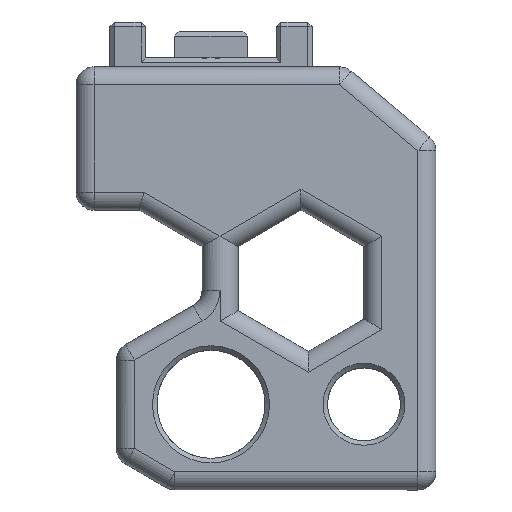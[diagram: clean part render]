
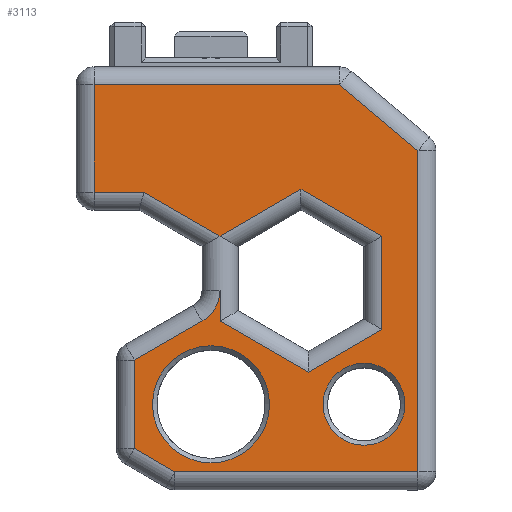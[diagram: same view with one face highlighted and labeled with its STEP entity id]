
A CAD part, top view. The second image highlights one B-rep face of the part: STEP entity #3113.
In plain terms, the highlighted planar face has unit normal (0, 0, 1).
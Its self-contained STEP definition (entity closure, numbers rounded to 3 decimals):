
#97=FACE_BOUND('',#519,.T.);
#98=FACE_BOUND('',#520,.T.);
#175=CIRCLE('',#3339,6.5);
#178=CIRCLE('',#3344,4.);
#179=CIRCLE('',#3345,4.55);
#311=FACE_OUTER_BOUND('',#518,.T.);
#518=EDGE_LOOP('',(#2120,#2121,#2122,#2123,#2124,#2125,#2126,#2127,#2128,
#2129,#2130,#2131,#2132,#2133,#2134,#2135,#2136));
#519=EDGE_LOOP('',(#2137));
#520=EDGE_LOOP('',(#2138));
#759=LINE('',#4782,#1056);
#760=LINE('',#4784,#1057);
#761=LINE('',#4786,#1058);
#762=LINE('',#4788,#1059);
#763=LINE('',#4790,#1060);
#764=LINE('',#4792,#1061);
#765=LINE('',#4794,#1062);
#766=LINE('',#4796,#1063);
#767=LINE('',#4798,#1064);
#768=LINE('',#4800,#1065);
#769=LINE('',#4802,#1066);
#770=LINE('',#4804,#1067);
#771=LINE('',#4806,#1068);
#772=LINE('',#4810,#1069);
#773=LINE('',#4812,#1070);
#774=LINE('',#4813,#1071);
#1056=VECTOR('',#3755,10.);
#1057=VECTOR('',#3756,10.);
#1058=VECTOR('',#3757,10.);
#1059=VECTOR('',#3758,10.);
#1060=VECTOR('',#3759,10.);
#1061=VECTOR('',#3760,10.);
#1062=VECTOR('',#3761,10.);
#1063=VECTOR('',#3762,10.);
#1064=VECTOR('',#3763,10.);
#1065=VECTOR('',#3764,10.);
#1066=VECTOR('',#3765,10.);
#1067=VECTOR('',#3766,10.);
#1068=VECTOR('',#3767,10.);
#1069=VECTOR('',#3770,10.);
#1070=VECTOR('',#3771,10.);
#1071=VECTOR('',#3772,10.);
#1351=VERTEX_POINT('',#4771);
#1353=VERTEX_POINT('',#4780);
#1354=VERTEX_POINT('',#4781);
#1355=VERTEX_POINT('',#4783);
#1356=VERTEX_POINT('',#4785);
#1357=VERTEX_POINT('',#4787);
#1358=VERTEX_POINT('',#4789);
#1359=VERTEX_POINT('',#4791);
#1360=VERTEX_POINT('',#4793);
#1361=VERTEX_POINT('',#4795);
#1362=VERTEX_POINT('',#4797);
#1363=VERTEX_POINT('',#4799);
#1364=VERTEX_POINT('',#4801);
#1365=VERTEX_POINT('',#4803);
#1366=VERTEX_POINT('',#4805);
#1367=VERTEX_POINT('',#4807);
#1368=VERTEX_POINT('',#4809);
#1369=VERTEX_POINT('',#4811);
#1370=VERTEX_POINT('',#4814);
#1625=EDGE_CURVE('',#1351,#1351,#175,.T.);
#1629=EDGE_CURVE('',#1353,#1354,#759,.T.);
#1630=EDGE_CURVE('',#1355,#1354,#760,.T.);
#1631=EDGE_CURVE('',#1356,#1355,#761,.T.);
#1632=EDGE_CURVE('',#1357,#1356,#762,.T.);
#1633=EDGE_CURVE('',#1358,#1357,#763,.T.);
#1634=EDGE_CURVE('',#1359,#1358,#764,.T.);
#1635=EDGE_CURVE('',#1359,#1360,#765,.T.);
#1636=EDGE_CURVE('',#1360,#1361,#766,.T.);
#1637=EDGE_CURVE('',#1362,#1361,#767,.T.);
#1638=EDGE_CURVE('',#1363,#1362,#768,.T.);
#1639=EDGE_CURVE('',#1364,#1363,#769,.T.);
#1640=EDGE_CURVE('',#1364,#1365,#770,.T.);
#1641=EDGE_CURVE('',#1365,#1366,#771,.T.);
#1642=EDGE_CURVE('',#1366,#1367,#178,.T.);
#1643=EDGE_CURVE('',#1367,#1368,#772,.T.);
#1644=EDGE_CURVE('',#1368,#1369,#773,.T.);
#1645=EDGE_CURVE('',#1369,#1353,#774,.T.);
#1646=EDGE_CURVE('',#1370,#1370,#179,.T.);
#2120=ORIENTED_EDGE('',*,*,#1629,.T.);
#2121=ORIENTED_EDGE('',*,*,#1630,.F.);
#2122=ORIENTED_EDGE('',*,*,#1631,.F.);
#2123=ORIENTED_EDGE('',*,*,#1632,.F.);
#2124=ORIENTED_EDGE('',*,*,#1633,.F.);
#2125=ORIENTED_EDGE('',*,*,#1634,.F.);
#2126=ORIENTED_EDGE('',*,*,#1635,.T.);
#2127=ORIENTED_EDGE('',*,*,#1636,.T.);
#2128=ORIENTED_EDGE('',*,*,#1637,.F.);
#2129=ORIENTED_EDGE('',*,*,#1638,.F.);
#2130=ORIENTED_EDGE('',*,*,#1639,.F.);
#2131=ORIENTED_EDGE('',*,*,#1640,.T.);
#2132=ORIENTED_EDGE('',*,*,#1641,.T.);
#2133=ORIENTED_EDGE('',*,*,#1642,.T.);
#2134=ORIENTED_EDGE('',*,*,#1643,.T.);
#2135=ORIENTED_EDGE('',*,*,#1644,.T.);
#2136=ORIENTED_EDGE('',*,*,#1645,.T.);
#2137=ORIENTED_EDGE('',*,*,#1646,.F.);
#2138=ORIENTED_EDGE('',*,*,#1625,.T.);
#3011=PLANE('',#3343);
#3113=ADVANCED_FACE('',(#311,#97,#98),#3011,.T.);
#3339=AXIS2_PLACEMENT_3D('',#4773,#3744,#3745);
#3343=AXIS2_PLACEMENT_3D('',#4779,#3753,#3754);
#3344=AXIS2_PLACEMENT_3D('',#4808,#3768,#3769);
#3345=AXIS2_PLACEMENT_3D('',#4815,#3773,#3774);
#3744=DIRECTION('center_axis',(0.,0.,-1.));
#3745=DIRECTION('ref_axis',(-1.,0.,0.));
#3753=DIRECTION('center_axis',(0.,0.,1.));
#3754=DIRECTION('ref_axis',(1.,0.,0.));
#3755=DIRECTION('',(1.,0.,0.));
#3756=DIRECTION('',(0.,-1.,0.));
#3757=DIRECTION('',(0.766,-0.643,0.));
#3758=DIRECTION('',(1.,0.,0.));
#3759=DIRECTION('',(0.,1.,0.));
#3760=DIRECTION('',(-1.,0.,0.));
#3761=DIRECTION('',(0.866,-0.5,0.));
#3762=DIRECTION('',(0.866,0.5,0.));
#3763=DIRECTION('',(-0.866,0.5,0.));
#3764=DIRECTION('',(0.,1.,0.));
#3765=DIRECTION('',(0.866,0.5,0.));
#3766=DIRECTION('',(-0.865,0.501,0.));
#3767=DIRECTION('',(0.,1.,0.));
#3768=DIRECTION('center_axis',(0.,0.,-1.));
#3769=DIRECTION('ref_axis',(0.866,-0.501,0.));
#3770=DIRECTION('',(-0.867,-0.499,0.));
#3771=DIRECTION('',(-0.001,-1.,0.));
#3772=DIRECTION('',(0.865,-0.501,0.));
#3773=DIRECTION('center_axis',(0.,0.,1.));
#3774=DIRECTION('ref_axis',(1.,0.,0.));
#4771=CARTESIAN_POINT('',(28.869,3.43,-30.));
#4773=CARTESIAN_POINT('Origin',(22.369,3.43,-30.));
#4779=CARTESIAN_POINT('Origin',(30.869,9.971,-30.));
#4780=CARTESIAN_POINT('',(18.359,-4.07,-30.));
#4781=CARTESIAN_POINT('',(45.369,-4.07,-30.));
#4782=CARTESIAN_POINT('',(39.119,-4.07,-30.));
#4783=CARTESIAN_POINT('',(45.369,31.606,-30.));
#4784=CARTESIAN_POINT('',(45.369,17.492,-30.));
#4785=CARTESIAN_POINT('',(36.641,38.93,-30.));
#4786=CARTESIAN_POINT('',(41.798,34.602,-30.));
#4787=CARTESIAN_POINT('',(9.369,38.93,-30.));
#4788=CARTESIAN_POINT('',(19.119,38.93,-30.));
#4789=CARTESIAN_POINT('',(9.369,27.012,-30.));
#4790=CARTESIAN_POINT('',(9.369,17.492,-30.));
#4791=CARTESIAN_POINT('',(14.905,27.012,-30.));
#4792=CARTESIAN_POINT('',(39.119,27.012,-30.));
#4793=CARTESIAN_POINT('',(23.369,22.126,-30.));
#4794=CARTESIAN_POINT('',(28.313,19.271,-30.));
#4795=CARTESIAN_POINT('',(32.369,27.322,-30.));
#4796=CARTESIAN_POINT('',(27.55,24.54,-30.));
#4797=CARTESIAN_POINT('',(41.369,22.126,-30.));
#4798=CARTESIAN_POINT('',(39.563,23.168,-30.));
#4799=CARTESIAN_POINT('',(41.369,11.733,-30.));
#4800=CARTESIAN_POINT('',(41.369,11.43,-30.));
#4801=CARTESIAN_POINT('',(33.168,6.998,-30.));
#4802=CARTESIAN_POINT('',(33.05,6.93,-30.));
#4803=CARTESIAN_POINT('',(23.369,12.673,-30.));
#4804=CARTESIAN_POINT('',(31.016,8.244,-30.));
#4805=CARTESIAN_POINT('',(23.369,16.126,-30.));
#4806=CARTESIAN_POINT('',(23.369,15.471,-30.));
#4807=CARTESIAN_POINT('',(21.364,12.659,-30.));
#4808=CARTESIAN_POINT('Origin',(19.369,16.126,-30.));
#4809=CARTESIAN_POINT('',(13.876,8.348,-30.));
#4810=CARTESIAN_POINT('',(25.362,14.96,-30.));
#4811=CARTESIAN_POINT('',(13.862,-1.467,-30.));
#4812=CARTESIAN_POINT('',(13.877,9.748,-30.));
#4813=CARTESIAN_POINT('',(17.25,-3.429,-30.));
#4814=CARTESIAN_POINT('',(34.819,3.43,-30.));
#4815=CARTESIAN_POINT('Origin',(39.369,3.43,-30.));
